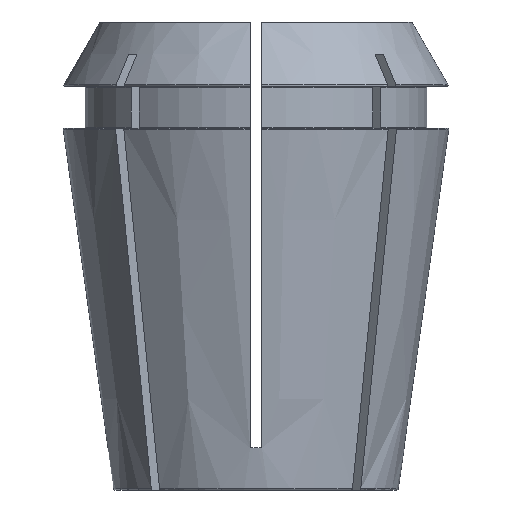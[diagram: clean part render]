
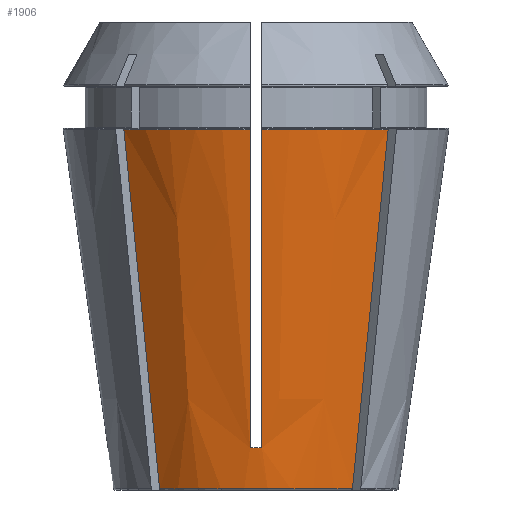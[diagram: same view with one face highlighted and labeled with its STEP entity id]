
A CAD part, front view. The second image highlights one B-rep face of the part: STEP entity #1906.
In plain terms, the highlighted conical face has half-angle 8 degrees and reference radius 16.5 mm.
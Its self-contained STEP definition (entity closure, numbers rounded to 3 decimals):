
#46 = CARTESIAN_POINT ( 'NONE',  ( -10.664, -11.372, -15.576 ) ) ;
#106 = B_SPLINE_CURVE_WITH_KNOTS ( 'NONE', 3,
 ( #4884, #2377, #735, #3650, #1148, #4071, #1580, #4494, #1995, #4907 ),
 .UNSPECIFIED., .F., .F.,
 ( 4, 3, 3, 4 ),
 ( 0.079, 0.08, 0.103, 0.106 ),
 .UNSPECIFIED. ) ;
#125 = CARTESIAN_POINT ( 'NONE',  ( 0., 0., -9.1 ) ) ;
#171 = CARTESIAN_POINT ( 'NONE',  ( 0., 0., -9.214 ) ) ;
#326 = VERTEX_POINT ( 'NONE', #5042 ) ;
#335 = VERTEX_POINT ( 'NONE', #2540 ) ;
#350 = EDGE_CURVE ( 'NONE', #3180, #525, #3118, .T. ) ;
#359 = CARTESIAN_POINT ( 'NONE',  ( -0.5, -16.426, -9.572 ) ) ;
#470 = CARTESIAN_POINT ( 'NONE',  ( -11.297, -12.004, -9.214 ) ) ;
#525 = VERTEX_POINT ( 'NONE', #1868 ) ;
#587 = DIRECTION ( 'NONE',  ( -1., 0., 0. ) ) ;
#735 = CARTESIAN_POINT ( 'NONE',  ( 0.5, -16.376, -9.93 ) ) ;
#748 = CARTESIAN_POINT ( 'NONE',  ( -0.5, -12.808, -35.303 ) ) ;
#868 = ORIENTED_EDGE ( 'NONE', *, *, #998, .F. ) ;
#998 = EDGE_CURVE ( 'NONE', #3180, #326, #4081, .T. ) ;
#1028 = ORIENTED_EDGE ( 'NONE', *, *, #2562, .T. ) ;
#1059 = CARTESIAN_POINT ( 'NONE',  ( 8.244, -8.951, -39.914 ) ) ;
#1113 = CARTESIAN_POINT ( 'NONE',  ( 11.297, -12.004, -9.214 ) ) ;
#1148 = CARTESIAN_POINT ( 'NONE',  ( 0.5, -15.256, -17.894 ) ) ;
#1177 = VERTEX_POINT ( 'NONE', #1517 ) ;
#1446 = ORIENTED_EDGE ( 'NONE', *, *, #1674, .T. ) ;
#1517 = CARTESIAN_POINT ( 'NONE',  ( -0.5, -16.476, -9.214 ) ) ;
#1577 = EDGE_CURVE ( 'NONE', #1177, #326, #3046, .T. ) ;
#1580 = CARTESIAN_POINT ( 'NONE',  ( 0.5, -13.116, -33.108 ) ) ;
#1637 = VERTEX_POINT ( 'NONE', #3177 ) ;
#1674 = EDGE_CURVE ( 'NONE', #1637, #1177, #2381, .T. ) ;
#1685 = CARTESIAN_POINT ( 'NONE',  ( -8.946, -9.653, -32.862 ) ) ;
#1783 = DIRECTION ( 'NONE',  ( 1., 0., 0. ) ) ;
#1868 = CARTESIAN_POINT ( 'NONE',  ( 8.244, -8.951, -39.914 ) ) ;
#1906 = ADVANCED_FACE ( 'NONE', ( #4490 ), #4353, .T. ) ;
#1912 = AXIS2_PLACEMENT_3D ( 'NONE', #125, #3029, #1783 ) ;
#1922 = CARTESIAN_POINT ( 'NONE',  ( 0., 0., -9.214 ) ) ;
#1932 = CIRCLE ( 'NONE', #4609, 16.484 ) ;
#1958 = DIRECTION ( 'NONE',  ( 0., 0., -1. ) ) ;
#1995 = CARTESIAN_POINT ( 'NONE',  ( 0.5, -12.808, -35.303 ) ) ;
#2007 = CARTESIAN_POINT ( 'NONE',  ( -0.5, -13.116, -33.108 ) ) ;
#2030 = AXIS2_PLACEMENT_3D ( 'NONE', #1922, #4839, #2338 ) ;
#2059 = EDGE_CURVE ( 'NONE', #3201, #1637, #5063, .T. ) ;
#2142 = DIRECTION ( 'NONE',  ( 0., 0., 1. ) ) ;
#2221 = B_SPLINE_CURVE_WITH_KNOTS ( 'NONE', 3,
 ( #4760, #2675, #3558, #1059 ),
 .UNSPECIFIED., .F., .F.,
 ( 4, 4 ),
 ( 0., 0.031 ),
 .UNSPECIFIED. ) ;
#2332 = ORIENTED_EDGE ( 'NONE', *, *, #3385, .F. ) ;
#2338 = DIRECTION ( 'NONE',  ( -1., 0., 0. ) ) ;
#2377 = CARTESIAN_POINT ( 'NONE',  ( 0.5, -16.426, -9.572 ) ) ;
#2381 = B_SPLINE_CURVE_WITH_KNOTS ( 'NONE', 3,
 ( #3245, #748, #4514, #2007, #4923, #2421, #5331, #2839, #359, #3270 ),
 .UNSPECIFIED., .F., .F.,
 ( 4, 3, 3, 4 ),
 ( 0.02, 0.023, 0.046, 0.047 ),
 .UNSPECIFIED. ) ;
#2421 = CARTESIAN_POINT ( 'NONE',  ( -0.5, -15.256, -17.894 ) ) ;
#2529 = CARTESIAN_POINT ( 'NONE',  ( -10.348, -11.055, -18.757 ) ) ;
#2540 = CARTESIAN_POINT ( 'NONE',  ( 0.5, -16.476, -9.214 ) ) ;
#2562 = EDGE_CURVE ( 'NONE', #3473, #335, #1932, .T. ) ;
#2643 = ORIENTED_EDGE ( 'NONE', *, *, #350, .T. ) ;
#2659 = ORIENTED_EDGE ( 'NONE', *, *, #2702, .T. ) ;
#2675 = CARTESIAN_POINT ( 'NONE',  ( 10.28, -10.987, -19.447 ) ) ;
#2702 = EDGE_CURVE ( 'NONE', #335, #3201, #106, .T. ) ;
#2839 = CARTESIAN_POINT ( 'NONE',  ( -0.5, -16.376, -9.93 ) ) ;
#2957 = CARTESIAN_POINT ( 'NONE',  ( -10.981, -11.688, -12.395 ) ) ;
#3029 = DIRECTION ( 'NONE',  ( 0., 0., 1. ) ) ;
#3046 = CIRCLE ( 'NONE', #2030, 16.484 ) ;
#3081 = DIRECTION ( 'NONE',  ( 0., 0., -1. ) ) ;
#3118 = CIRCLE ( 'NONE', #5255, 12.169 ) ;
#3177 = CARTESIAN_POINT ( 'NONE',  ( -0.5, -12.653, -36.4 ) ) ;
#3180 = VERTEX_POINT ( 'NONE', #4272 ) ;
#3201 = VERTEX_POINT ( 'NONE', #3454 ) ;
#3245 = CARTESIAN_POINT ( 'NONE',  ( -0.5, -12.653, -36.4 ) ) ;
#3270 = CARTESIAN_POINT ( 'NONE',  ( -0.5, -16.476, -9.214 ) ) ;
#3385 = EDGE_CURVE ( 'NONE', #3473, #525, #2221, .T. ) ;
#3454 = CARTESIAN_POINT ( 'NONE',  ( 0.5, -12.653, -36.4 ) ) ;
#3473 = VERTEX_POINT ( 'NONE', #1113 ) ;
#3558 = CARTESIAN_POINT ( 'NONE',  ( 9.262, -9.969, -29.681 ) ) ;
#3650 = CARTESIAN_POINT ( 'NONE',  ( 0.5, -16.325, -10.288 ) ) ;
#3710 = EDGE_LOOP ( 'NONE', ( #2332, #1028, #2659, #4825, #1446, #3922, #868, #2643 ) ) ;
#3787 = CARTESIAN_POINT ( 'NONE',  ( -8.244, -8.951, -39.914 ) ) ;
#3922 = ORIENTED_EDGE ( 'NONE', *, *, #1577, .T. ) ;
#4071 = CARTESIAN_POINT ( 'NONE',  ( 0.5, -14.186, -25.501 ) ) ;
#4081 = B_SPLINE_CURVE_WITH_KNOTS ( 'NONE', 3,
 ( #3787, #1685, #5038, #2529, #46, #2957, #470 ),
 .UNSPECIFIED., .F., .F.,
 ( 4, 3, 4 ),
 ( 0., 0.021, 0.031 ),
 .UNSPECIFIED. ) ;
#4272 = CARTESIAN_POINT ( 'NONE',  ( -8.244, -8.951, -39.914 ) ) ;
#4353 = CONICAL_SURFACE ( 'NONE', #1912, 16.5, 0.14 ) ;
#4433 = AXIS2_PLACEMENT_3D ( 'NONE', #4458, #1958, #4866 ) ;
#4458 = CARTESIAN_POINT ( 'NONE',  ( 0., 0., -36.4 ) ) ;
#4490 = FACE_OUTER_BOUND ( 'NONE', #3710, .T. ) ;
#4494 = CARTESIAN_POINT ( 'NONE',  ( 0.5, -12.962, -34.205 ) ) ;
#4514 = CARTESIAN_POINT ( 'NONE',  ( -0.5, -12.962, -34.205 ) ) ;
#4609 = AXIS2_PLACEMENT_3D ( 'NONE', #171, #3081, #587 ) ;
#4644 = CARTESIAN_POINT ( 'NONE',  ( 0., 0., -39.914 ) ) ;
#4760 = CARTESIAN_POINT ( 'NONE',  ( 11.297, -12.004, -9.214 ) ) ;
#4825 = ORIENTED_EDGE ( 'NONE', *, *, #2059, .T. ) ;
#4839 = DIRECTION ( 'NONE',  ( 0., 0., -1. ) ) ;
#4866 = DIRECTION ( 'NONE',  ( -1., 0., 0. ) ) ;
#4884 = CARTESIAN_POINT ( 'NONE',  ( 0.5, -16.476, -9.214 ) ) ;
#4907 = CARTESIAN_POINT ( 'NONE',  ( 0.5, -12.653, -36.4 ) ) ;
#4923 = CARTESIAN_POINT ( 'NONE',  ( -0.5, -14.186, -25.501 ) ) ;
#5038 = CARTESIAN_POINT ( 'NONE',  ( -9.647, -10.354, -25.809 ) ) ;
#5042 = CARTESIAN_POINT ( 'NONE',  ( -11.297, -12.004, -9.214 ) ) ;
#5054 = DIRECTION ( 'NONE',  ( 1., 0., 0. ) ) ;
#5063 = CIRCLE ( 'NONE', #4433, 12.663 ) ;
#5255 = AXIS2_PLACEMENT_3D ( 'NONE', #4644, #2142, #5054 ) ;
#5331 = CARTESIAN_POINT ( 'NONE',  ( -0.5, -16.325, -10.288 ) ) ;
